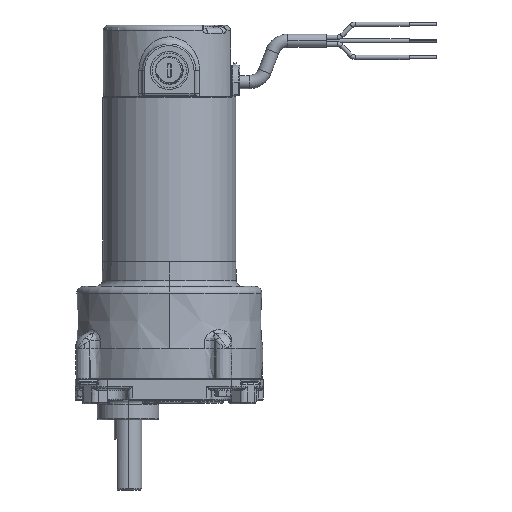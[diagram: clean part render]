
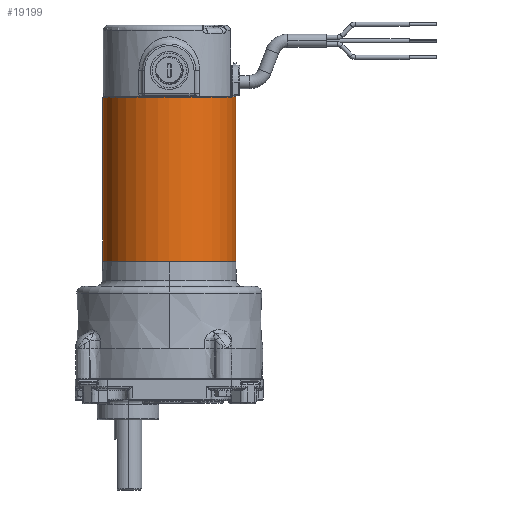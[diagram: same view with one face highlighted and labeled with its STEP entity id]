
A CAD part, left-side view. The second image highlights one B-rep face of the part: STEP entity #19199.
In plain terms, the highlighted cylindrical face has radius 30.671 mm (diameter 61.341 mm), a partial arc.
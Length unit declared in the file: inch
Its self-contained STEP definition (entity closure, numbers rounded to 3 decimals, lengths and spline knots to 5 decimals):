
#1289 = EDGE_LOOP ( 'NONE', ( #35502, #38378, #35779, #54307 ) ) ;
#2480 = LINE ( 'NONE', #25991, #46994 ) ;
#5158 = DIRECTION ( 'NONE',  ( 0., 0., -1. ) ) ;
#5272 = DIRECTION ( 'NONE',  ( 0., 1., 0. ) ) ;
#5672 = AXIS2_PLACEMENT_3D ( 'NONE', #26816, #43921, #5272 ) ;
#6726 = EDGE_CURVE ( 'NONE', #15678, #28383, #2480, .T. ) ;
#10242 = CARTESIAN_POINT ( 'NONE',  ( 0., 1.2075, 0.015 ) ) ;
#13921 = CARTESIAN_POINT ( 'NONE',  ( 0., -1.2075, 2.985 ) ) ;
#14485 = VERTEX_POINT ( 'NONE', #26935 ) ;
#15678 = VERTEX_POINT ( 'NONE', #13921 ) ;
#15786 = VECTOR ( 'NONE', #19646, 39.37008 ) ;
#18644 = AXIS2_PLACEMENT_3D ( 'NONE', #48712, #22980, #53008 ) ;
#19199 = ADVANCED_FACE ( 'NONE', ( #55672 ), #44325, .T. ) ;
#19646 = DIRECTION ( 'NONE',  ( 0., 0., -1. ) ) ;
#22616 = EDGE_CURVE ( 'NONE', #28383, #54270, #54892, .T. ) ;
#22980 = DIRECTION ( 'NONE',  ( 0., 0., -1. ) ) ;
#23399 = DIRECTION ( 'NONE',  ( 0., 0., -1. ) ) ;
#25180 = EDGE_CURVE ( 'NONE', #14485, #54270, #48733, .T. ) ;
#25991 = CARTESIAN_POINT ( 'NONE',  ( 0., -1.2075, 0. ) ) ;
#26816 = CARTESIAN_POINT ( 'NONE',  ( 0., 0., 0. ) ) ;
#26935 = CARTESIAN_POINT ( 'NONE',  ( 0., 1.2075, 2.985 ) ) ;
#28383 = VERTEX_POINT ( 'NONE', #32925 ) ;
#30961 = CARTESIAN_POINT ( 'NONE',  ( 0., 0., 0.015 ) ) ;
#32925 = CARTESIAN_POINT ( 'NONE',  ( 0., -1.2075, 0.015 ) ) ;
#34140 = EDGE_CURVE ( 'NONE', #15678, #14485, #38663, .T. ) ;
#35337 = DIRECTION ( 'NONE',  ( 0., 1., 0. ) ) ;
#35502 = ORIENTED_EDGE ( 'NONE', *, *, #6726, .F. ) ;
#35779 = ORIENTED_EDGE ( 'NONE', *, *, #25180, .T. ) ;
#38378 = ORIENTED_EDGE ( 'NONE', *, *, #34140, .T. ) ;
#38663 = CIRCLE ( 'NONE', #18644, 1.2075 ) ;
#43921 = DIRECTION ( 'NONE',  ( 0., 0., -1. ) ) ;
#44325 = CYLINDRICAL_SURFACE ( 'NONE', #5672, 1.2075 ) ;
#45403 = CARTESIAN_POINT ( 'NONE',  ( 0., 1.2075, 0. ) ) ;
#46994 = VECTOR ( 'NONE', #23399, 39.37008 ) ;
#48712 = CARTESIAN_POINT ( 'NONE',  ( 0., 0., 2.985 ) ) ;
#48733 = LINE ( 'NONE', #45403, #15786 ) ;
#53008 = DIRECTION ( 'NONE',  ( 0., 1., 0. ) ) ;
#54270 = VERTEX_POINT ( 'NONE', #10242 ) ;
#54307 = ORIENTED_EDGE ( 'NONE', *, *, #22616, .F. ) ;
#54892 = CIRCLE ( 'NONE', #55159, 1.2075 ) ;
#55159 = AXIS2_PLACEMENT_3D ( 'NONE', #30961, #5158, #35337 ) ;
#55672 = FACE_OUTER_BOUND ( 'NONE', #1289, .T. ) ;
